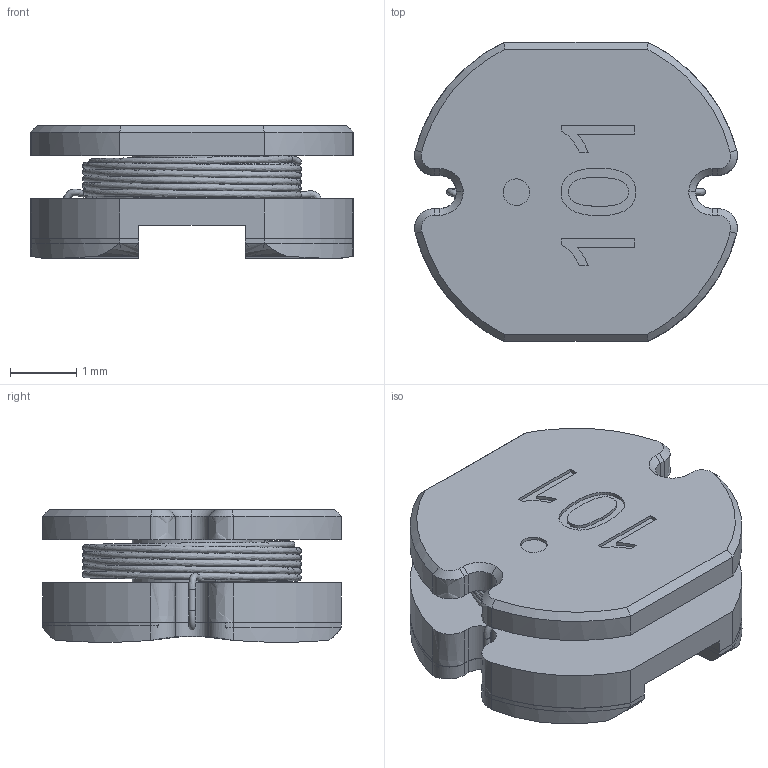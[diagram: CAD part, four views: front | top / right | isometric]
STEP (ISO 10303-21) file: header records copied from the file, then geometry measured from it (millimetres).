
FILE_DESCRIPTION( ('This file contains a STEP AP42 implementation' ,'as created by ZW3D STEP Interface translator.') ,'2;1' );
FILE_NAME( 'SR0502-L(101).stp' ,'14 919.1020 7', (''), ('ZWCAD Software Co.'), 'Version 1.0', 'ZW3D to STEP translator', '' );
FILE_SCHEMA( ('CONFIG_CONTROL_DESIGN') );
Length unit declared in the file: millimetre
Products named in the file (1): 0
Bounding box: 4.86 x 4.5 x 2 mm (x, y, z)
Volume: 24.6 mm3; surface area: 175.9 mm2
Topology: 6 solids, 6 shells, 188 faces, 467 edges, 298 vertices
Faces by surface type: bspline 188
Entity records: 57283 total; most frequent: CARTESIAN_POINT 54506, ORIENTED_EDGE 934, EDGE_CURVE 467, B_SPLINE_CURVE_WITH_KNOTS 351, VERTEX_POINT 298, EDGE_LOOP 195, FACE_OUTER_BOUND 188, ADVANCED_FACE 188
